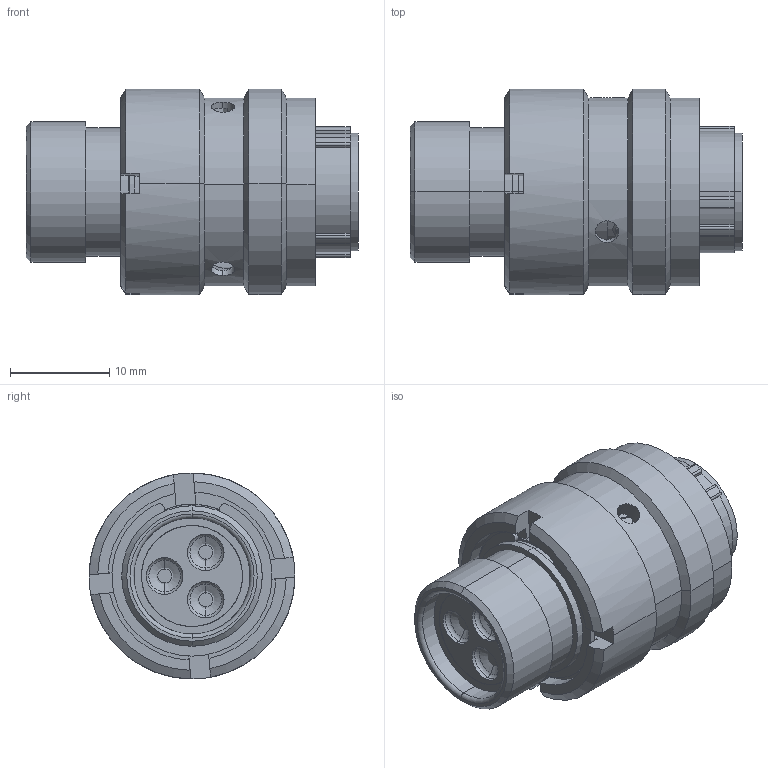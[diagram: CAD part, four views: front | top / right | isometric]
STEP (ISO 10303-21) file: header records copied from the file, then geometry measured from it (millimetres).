
FILE_DESCRIPTION (( 'STEP AP214' ), '1' );
FILE_NAME ('AS610-03SA.STEP', '2014-09-04T10:25:07', ( 'TE Connectivity' ), ( 'TE Connectivity' ), 'SwSTEP 2.0', 'SolidWorks 2014', '' );
FILE_SCHEMA (( 'AUTOMOTIVE_DESIGN' ));
Length unit declared in the file: millimetre
Products named in the file (1): AS610-03SA
Bounding box: 33.37 x 20.7 x 20.7 mm (x, y, z)
Volume: 6242.5 mm3; surface area: 9542.8 mm2
Topology: 9 solids, 9 shells, 760 faces, 1968 edges, 1255 vertices
Faces by surface type: plane 288, cylinder 276, cone 112, torus 72, bspline 12
Entity records: 35344 total; most frequent: CARTESIAN_POINT 9198, ORIENTED_EDGE 3936, DIRECTION 3417, EDGE_CURVE 1968, AXIS2_PLACEMENT_3D 1407, VERTEX_POINT 1255, EDGE_LOOP 821, UNCERTAINTY_MEASURE_WITH_UNIT 771
